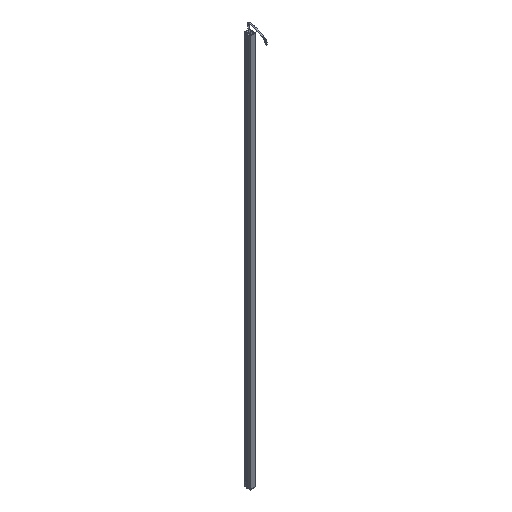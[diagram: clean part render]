
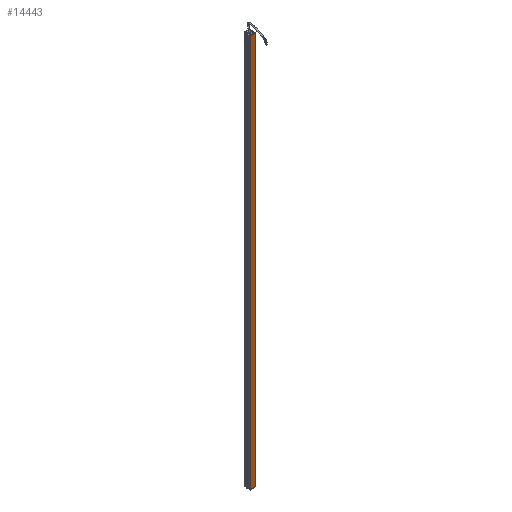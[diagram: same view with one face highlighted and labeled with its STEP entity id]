
A CAD part, isometric view. The second image highlights one B-rep face of the part: STEP entity #14443.
In plain terms, the highlighted planar face has unit normal (0, -1, 0).
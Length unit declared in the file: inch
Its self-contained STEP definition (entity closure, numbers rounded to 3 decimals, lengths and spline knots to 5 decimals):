
#286 = VERTEX_POINT ( 'NONE', #18931 ) ;
#2192 = DIRECTION ( 'NONE',  ( 0., 1., 0. ) ) ;
#2426 = DIRECTION ( 'NONE',  ( 0., 0., -1. ) ) ;
#2841 = ORIENTED_EDGE ( 'NONE', *, *, #19541, .T. ) ;
#3442 = AXIS2_PLACEMENT_3D ( 'NONE', #15991, #2192, #19183 ) ;
#4484 = LINE ( 'NONE', #13030, #13655 ) ;
#5115 = FACE_OUTER_BOUND ( 'NONE', #14257, .T. ) ;
#5117 = CARTESIAN_POINT ( 'NONE',  ( 1.3084, 1.82955, 43.06469 ) ) ;
#6033 = VECTOR ( 'NONE', #12438, 39.37008 ) ;
#11371 = EDGE_CURVE ( 'NONE', #34814, #30888, #21740, .T. ) ;
#12438 = DIRECTION ( 'NONE',  ( 1., 0., 0. ) ) ;
#13030 = CARTESIAN_POINT ( 'NONE',  ( 1.90447, 1.82955, 43.06469 ) ) ;
#13506 = DIRECTION ( 'NONE',  ( 0., 0., -1. ) ) ;
#13655 = VECTOR ( 'NONE', #13506, 39.37008 ) ;
#13972 = CARTESIAN_POINT ( 'NONE',  ( 1.90447, 1.82955, 1.06469 ) ) ;
#14257 = EDGE_LOOP ( 'NONE', ( #34887, #36233, #27316, #2841 ) ) ;
#14443 = ADVANCED_FACE ( 'NONE', ( #5115 ), #35091, .F. ) ;
#15991 = CARTESIAN_POINT ( 'NONE',  ( 1.3084, 1.82955, 43.06469 ) ) ;
#18472 = CARTESIAN_POINT ( 'NONE',  ( 1.3084, 1.82955, 43.06469 ) ) ;
#18931 = CARTESIAN_POINT ( 'NONE',  ( 1.3084, 1.82955, 1.06469 ) ) ;
#19183 = DIRECTION ( 'NONE',  ( -1., 0., 0. ) ) ;
#19541 = EDGE_CURVE ( 'NONE', #34814, #286, #27642, .T. ) ;
#20085 = EDGE_CURVE ( 'NONE', #30888, #33328, #4484, .T. ) ;
#21740 = LINE ( 'NONE', #26734, #6033 ) ;
#22817 = CARTESIAN_POINT ( 'NONE',  ( 1.90447, 1.82955, 43.06469 ) ) ;
#22843 = VECTOR ( 'NONE', #2426, 39.37008 ) ;
#25371 = LINE ( 'NONE', #29249, #35029 ) ;
#26734 = CARTESIAN_POINT ( 'NONE',  ( 1.3084, 1.82955, 43.06469 ) ) ;
#27316 = ORIENTED_EDGE ( 'NONE', *, *, #11371, .F. ) ;
#27642 = LINE ( 'NONE', #18472, #22843 ) ;
#29249 = CARTESIAN_POINT ( 'NONE',  ( 1.3084, 1.82955, 1.06469 ) ) ;
#30575 = EDGE_CURVE ( 'NONE', #286, #33328, #25371, .T. ) ;
#30888 = VERTEX_POINT ( 'NONE', #22817 ) ;
#33328 = VERTEX_POINT ( 'NONE', #13972 ) ;
#34814 = VERTEX_POINT ( 'NONE', #5117 ) ;
#34887 = ORIENTED_EDGE ( 'NONE', *, *, #30575, .T. ) ;
#35007 = DIRECTION ( 'NONE',  ( 1., 0., 0. ) ) ;
#35029 = VECTOR ( 'NONE', #35007, 39.37008 ) ;
#35091 = PLANE ( 'NONE',  #3442 ) ;
#36233 = ORIENTED_EDGE ( 'NONE', *, *, #20085, .F. ) ;
